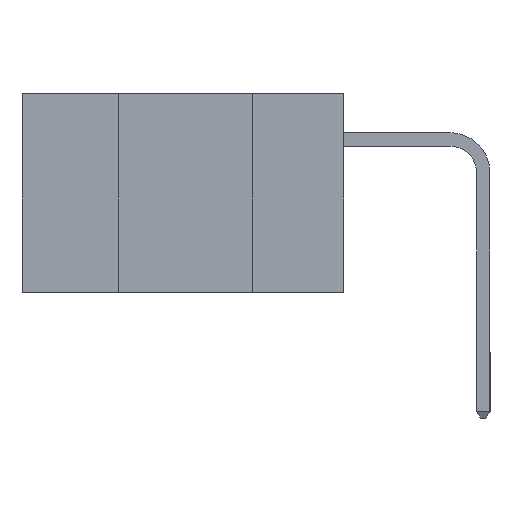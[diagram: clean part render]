
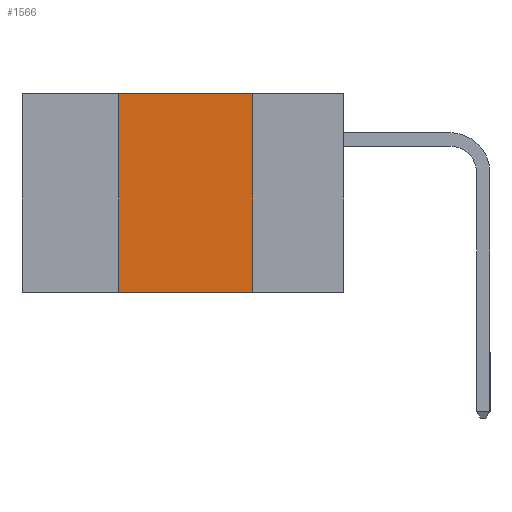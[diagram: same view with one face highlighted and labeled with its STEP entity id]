
A CAD part, left-side view. The second image highlights one B-rep face of the part: STEP entity #1566.
In plain terms, the highlighted planar face has unit normal (-1, 0, 0).
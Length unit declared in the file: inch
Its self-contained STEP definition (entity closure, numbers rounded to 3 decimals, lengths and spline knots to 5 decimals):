
#67 = DIRECTION ( 'NONE',  ( 0., 0., -1. ) ) ;
#624 = EDGE_CURVE ( 'NONE', #8867, #4173, #1063, .T. ) ;
#673 = LINE ( 'NONE', #9104, #6004 ) ;
#754 = CARTESIAN_POINT ( 'NONE',  ( 0., 0.6, 0. ) ) ;
#825 = LINE ( 'NONE', #3700, #4578 ) ;
#1063 = LINE ( 'NONE', #8718, #2645 ) ;
#1110 = EDGE_CURVE ( 'NONE', #8760, #4173, #673, .T. ) ;
#1444 = CARTESIAN_POINT ( 'NONE',  ( 0., 0.42, 0. ) ) ;
#1566 = ADVANCED_FACE ( 'NONE', ( #7048 ), #7717, .F. ) ;
#2645 = VECTOR ( 'NONE', #9417, 39.37008 ) ;
#2995 = VECTOR ( 'NONE', #9543, 39.37008 ) ;
#3063 = ORIENTED_EDGE ( 'NONE', *, *, #4182, .F. ) ;
#3305 = ORIENTED_EDGE ( 'NONE', *, *, #624, .T. ) ;
#3700 = CARTESIAN_POINT ( 'NONE',  ( 0., 0.6, 0. ) ) ;
#3849 = VERTEX_POINT ( 'NONE', #1444 ) ;
#3907 = DIRECTION ( 'NONE',  ( 1., 0., 0. ) ) ;
#4173 = VERTEX_POINT ( 'NONE', #8235 ) ;
#4182 = EDGE_CURVE ( 'NONE', #3849, #8760, #825, .T. ) ;
#4489 = DIRECTION ( 'NONE',  ( 0., 0., -1. ) ) ;
#4504 = EDGE_LOOP ( 'NONE', ( #9841, #3063, #7675, #3305 ) ) ;
#4578 = VECTOR ( 'NONE', #9767, 39.37008 ) ;
#5190 = CARTESIAN_POINT ( 'NONE',  ( 0., 0.17, 0. ) ) ;
#5590 = AXIS2_PLACEMENT_3D ( 'NONE', #754, #3907, #67 ) ;
#6004 = VECTOR ( 'NONE', #4489, 39.37008 ) ;
#6420 = CARTESIAN_POINT ( 'NONE',  ( 0., 0.42, 0. ) ) ;
#7048 = FACE_OUTER_BOUND ( 'NONE', #4504, .T. ) ;
#7675 = ORIENTED_EDGE ( 'NONE', *, *, #9679, .F. ) ;
#7692 = LINE ( 'NONE', #6420, #2995 ) ;
#7717 = PLANE ( 'NONE',  #5590 ) ;
#7770 = CARTESIAN_POINT ( 'NONE',  ( 0., 0.42, -0.37 ) ) ;
#8235 = CARTESIAN_POINT ( 'NONE',  ( 0., 0.17, -0.37 ) ) ;
#8718 = CARTESIAN_POINT ( 'NONE',  ( 0., 0.6, -0.37 ) ) ;
#8760 = VERTEX_POINT ( 'NONE', #5190 ) ;
#8867 = VERTEX_POINT ( 'NONE', #7770 ) ;
#9104 = CARTESIAN_POINT ( 'NONE',  ( 0., 0.17, 0. ) ) ;
#9417 = DIRECTION ( 'NONE',  ( 0., -1., 0. ) ) ;
#9543 = DIRECTION ( 'NONE',  ( 0., 0., 1. ) ) ;
#9679 = EDGE_CURVE ( 'NONE', #8867, #3849, #7692, .T. ) ;
#9767 = DIRECTION ( 'NONE',  ( 0., -1., 0. ) ) ;
#9841 = ORIENTED_EDGE ( 'NONE', *, *, #1110, .F. ) ;
